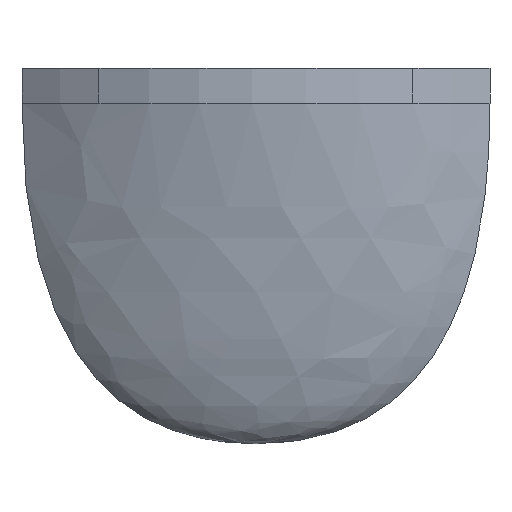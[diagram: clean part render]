
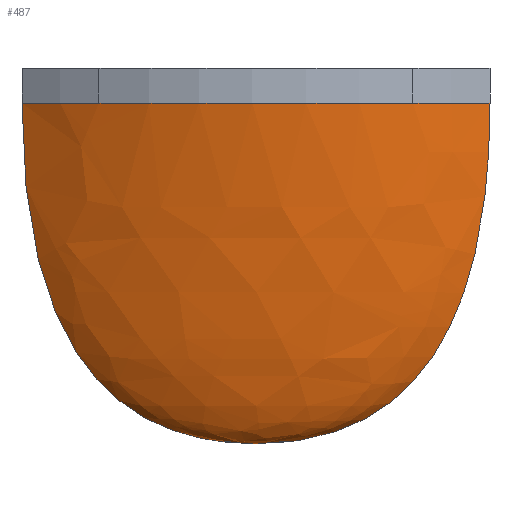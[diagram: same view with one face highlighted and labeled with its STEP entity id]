
A CAD part, left-side view. The second image highlights one B-rep face of the part: STEP entity #487.
In plain terms, the highlighted free-form (B-spline) face has degree [3, 3] with [20, 4] control points.
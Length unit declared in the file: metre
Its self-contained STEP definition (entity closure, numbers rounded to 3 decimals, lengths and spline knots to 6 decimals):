
#47=(
BOUNDED_CURVE()
B_SPLINE_CURVE(2,(#734,#735,#736),.UNSPECIFIED.,.F.,.F.)
B_SPLINE_CURVE_WITH_KNOTS((3,3),(0.836025,1.),
 .PIECEWISE_BEZIER_KNOTS.)
CURVE()
GEOMETRIC_REPRESENTATION_ITEM()
RATIONAL_B_SPLINE_CURVE((1.,1.,1.))
REPRESENTATION_ITEM('')
);
#49=(
BOUNDED_CURVE()
B_SPLINE_CURVE(2,(#744,#745,#746),.UNSPECIFIED.,.F.,.F.)
B_SPLINE_CURVE_WITH_KNOTS((3,3),(0.83541,0.836025),
 .PIECEWISE_BEZIER_KNOTS.)
CURVE()
GEOMETRIC_REPRESENTATION_ITEM()
RATIONAL_B_SPLINE_CURVE((1.,1.,1.))
REPRESENTATION_ITEM('')
);
#51=(
BOUNDED_CURVE()
B_SPLINE_CURVE(2,(#761,#762,#763),.UNSPECIFIED.,.F.,.F.)
B_SPLINE_CURVE_WITH_KNOTS((3,3),(0.16459,0.83541),
 .PIECEWISE_BEZIER_KNOTS.)
CURVE()
GEOMETRIC_REPRESENTATION_ITEM()
RATIONAL_B_SPLINE_CURVE((1.,1.,1.))
REPRESENTATION_ITEM('')
);
#53=(
BOUNDED_CURVE()
B_SPLINE_CURVE(2,(#775,#776,#777),.UNSPECIFIED.,.F.,.F.)
B_SPLINE_CURVE_WITH_KNOTS((3,3),(0.,0.16459),
 .PIECEWISE_BEZIER_KNOTS.)
CURVE()
GEOMETRIC_REPRESENTATION_ITEM()
RATIONAL_B_SPLINE_CURVE((1.,1.,1.))
REPRESENTATION_ITEM('')
);
#54=(
BOUNDED_CURVE()
B_SPLINE_CURVE(2,(#882,#883,#884),.UNSPECIFIED.,.F.,.F.)
B_SPLINE_CURVE_WITH_KNOTS((3,3),(0.,1.),.UNSPECIFIED.)
CURVE()
GEOMETRIC_REPRESENTATION_ITEM()
RATIONAL_B_SPLINE_CURVE((1.,1.,1.))
REPRESENTATION_ITEM('')
);
#55=(
BOUNDED_CURVE()
B_SPLINE_CURVE(2,(#886,#887,#888),.UNSPECIFIED.,.F.,.F.)
B_SPLINE_CURVE_WITH_KNOTS((3,3),(0.,1.),.UNSPECIFIED.)
CURVE()
GEOMETRIC_REPRESENTATION_ITEM()
RATIONAL_B_SPLINE_CURVE((1.,1.,1.))
REPRESENTATION_ITEM('')
);
#99=ORIENTED_EDGE('',*,*,#222,.T.);
#100=ORIENTED_EDGE('',*,*,#221,.F.);
#101=ORIENTED_EDGE('',*,*,#220,.T.);
#102=ORIENTED_EDGE('',*,*,#218,.T.);
#103=ORIENTED_EDGE('',*,*,#215,.T.);
#104=ORIENTED_EDGE('',*,*,#212,.T.);
#212=EDGE_CURVE('',#275,#273,#47,.T.);
#215=EDGE_CURVE('',#277,#275,#49,.T.);
#218=EDGE_CURVE('',#279,#277,#51,.T.);
#220=EDGE_CURVE('',#266,#279,#53,.T.);
#221=EDGE_CURVE('',#266,#281,#54,.F.);
#222=EDGE_CURVE('',#273,#281,#55,.T.);
#266=VERTEX_POINT('',#655);
#273=VERTEX_POINT('',#712);
#275=VERTEX_POINT('',#729);
#277=VERTEX_POINT('',#739);
#279=VERTEX_POINT('',#756);
#281=VERTEX_POINT('',#885);
#410=EDGE_LOOP('',(#99,#100,#101,#102,#103,#104));
#444=FACE_BOUND('',#410,.T.);
#476=B_SPLINE_SURFACE_WITH_KNOTS('',3,3,((#889,#890,#891,#892),(#893,#894,
#895,#896),(#897,#898,#899,#900),(#901,#902,#903,#904),(#905,#906,#907,
#908),(#909,#910,#911,#912),(#913,#914,#915,#916),(#917,#918,#919,#920),
(#921,#922,#923,#924),(#925,#926,#927,#928),(#929,#930,#931,#932),(#933,
#934,#935,#936),(#937,#938,#939,#940),(#941,#942,#943,#944),(#945,#946,
#947,#948),(#949,#950,#951,#952),(#953,#954,#955,#956),(#957,#958,#959,
#960),(#961,#962,#963,#964),(#965,#966,#967,#968)),.UNSPECIFIED.,.F.,.F.,
 .F.,(4,2,2,2,2,2,2,2,2,4),(4,4),(0.,0.089026,0.178052,
0.178685,0.339297,0.499909,0.660522,
0.821134,0.910567,1.),(0.,1.),.UNSPECIFIED.);
#487=ADVANCED_FACE('',(#444),#476,.F.);
#655=CARTESIAN_POINT('',(0.,-0.026831,-0.001));
#712=CARTESIAN_POINT('',(0.,0.026786,-0.001));
#729=CARTESIAN_POINT('',(-0.005483,0.018,-0.001));
#734=CARTESIAN_POINT('',(-0.005483,0.018,-0.001));
#735=CARTESIAN_POINT('',(-0.003279,0.022393,-0.001));
#736=CARTESIAN_POINT('',(0.,0.026786,-0.001));
#739=CARTESIAN_POINT('',(-0.0055,0.017967,-0.001));
#744=CARTESIAN_POINT('',(-0.0055,0.017967,-0.001));
#745=CARTESIAN_POINT('',(-0.005492,0.017984,-0.001));
#746=CARTESIAN_POINT('',(-0.005483,0.018,-0.001));
#756=CARTESIAN_POINT('',(-0.0055,-0.018,-0.001));
#761=CARTESIAN_POINT('',(-0.0055,-0.018,-0.001));
#762=CARTESIAN_POINT('',(-0.0145,-0.000006,-0.001));
#763=CARTESIAN_POINT('',(-0.0055,0.017967,-0.001));
#775=CARTESIAN_POINT('',(0.,-0.026831,-0.001));
#776=CARTESIAN_POINT('',(-0.003292,-0.022415,-0.001));
#777=CARTESIAN_POINT('',(-0.0055,-0.018,-0.001));
#882=CARTESIAN_POINT('',(0.,0.,-0.04));
#883=CARTESIAN_POINT('',(0.,-0.026831,-0.04));
#884=CARTESIAN_POINT('',(0.,-0.026831,-0.001));
#885=CARTESIAN_POINT('',(0.,0.,-0.04));
#886=CARTESIAN_POINT('',(0.,0.026786,-0.001));
#887=CARTESIAN_POINT('',(0.,0.026786,-0.04));
#888=CARTESIAN_POINT('',(0.,0.,-0.04));
#889=CARTESIAN_POINT('',(0.,0.026786,-0.001));
#890=CARTESIAN_POINT('',(0.,0.026786,-0.027));
#891=CARTESIAN_POINT('',(0.,0.017857,-0.04));
#892=CARTESIAN_POINT('',(0.,0.,-0.04));
#893=CARTESIAN_POINT('',(-0.001093,0.025322,-0.001));
#894=CARTESIAN_POINT('',(-0.000729,0.02581,-0.027));
#895=CARTESIAN_POINT('',(-0.000364,0.017369,-0.04));
#896=CARTESIAN_POINT('',(0.,0.,-0.04));
#897=CARTESIAN_POINT('',(-0.002083,0.023877,-0.001));
#898=CARTESIAN_POINT('',(-0.001389,0.024705,-0.027));
#899=CARTESIAN_POINT('',(-0.000694,0.016746,-0.04));
#900=CARTESIAN_POINT('',(0.,0.,-0.04));
#901=CARTESIAN_POINT('',(-0.003901,0.020969,-0.001));
#902=CARTESIAN_POINT('',(-0.002601,0.02225,-0.027));
#903=CARTESIAN_POINT('',(-0.0013,0.01526,-0.04));
#904=CARTESIAN_POINT('',(0.,0.,-0.04));
#905=CARTESIAN_POINT('',(-0.004729,0.019504,-0.001));
#906=CARTESIAN_POINT('',(-0.003153,0.020899,-0.027));
#907=CARTESIAN_POINT('',(-0.001576,0.014398,-0.04));
#908=CARTESIAN_POINT('',(0.,0.,-0.04));
#909=CARTESIAN_POINT('',(-0.005489,0.017989,-0.001));
#910=CARTESIAN_POINT('',(-0.003659,0.01942,-0.027));
#911=CARTESIAN_POINT('',(-0.00183,0.013424,-0.04));
#912=CARTESIAN_POINT('',(0.,0.,-0.04));
#913=CARTESIAN_POINT('',(-0.005494,0.017978,-0.001));
#914=CARTESIAN_POINT('',(-0.003663,0.019409,-0.027));
#915=CARTESIAN_POINT('',(-0.001831,0.013417,-0.04));
#916=CARTESIAN_POINT('',(0.,0.,-0.04));
#917=CARTESIAN_POINT('',(-0.006947,0.015077,-0.001));
#918=CARTESIAN_POINT('',(-0.004631,0.01663,-0.027));
#919=CARTESIAN_POINT('',(-0.002316,0.011604,-0.04));
#920=CARTESIAN_POINT('',(0.,0.,-0.04));
#921=CARTESIAN_POINT('',(-0.00809,0.012089,-0.001));
#922=CARTESIAN_POINT('',(-0.005394,0.013498,-0.027));
#923=CARTESIAN_POINT('',(-0.002697,0.009469,-0.04));
#924=CARTESIAN_POINT('',(0.,0.,-0.04));
#925=CARTESIAN_POINT('',(-0.009622,0.006021,-0.001));
#926=CARTESIAN_POINT('',(-0.006415,0.006879,-0.027));
#927=CARTESIAN_POINT('',(-0.003207,0.004872,-0.04));
#928=CARTESIAN_POINT('',(0.,0.,-0.04));
#929=CARTESIAN_POINT('',(-0.01001,0.002942,-0.001));
#930=CARTESIAN_POINT('',(-0.006673,0.003391,-0.027));
#931=CARTESIAN_POINT('',(-0.003337,0.002411,-0.04));
#932=CARTESIAN_POINT('',(0.,0.,-0.04));
#933=CARTESIAN_POINT('',(-0.00999,-0.003197,-0.001));
#934=CARTESIAN_POINT('',(-0.00666,-0.003572,-0.027));
#935=CARTESIAN_POINT('',(-0.00333,-0.002506,-0.04));
#936=CARTESIAN_POINT('',(0.,0.,-0.04));
#937=CARTESIAN_POINT('',(-0.009582,-0.006258,-0.001));
#938=CARTESIAN_POINT('',(-0.006388,-0.007048,-0.027));
#939=CARTESIAN_POINT('',(-0.003194,-0.004962,-0.04));
#940=CARTESIAN_POINT('',(0.,0.,-0.04));
#941=CARTESIAN_POINT('',(-0.008041,-0.012251,-0.001));
#942=CARTESIAN_POINT('',(-0.005361,-0.013618,-0.027));
#943=CARTESIAN_POINT('',(-0.00268,-0.009534,-0.04));
#944=CARTESIAN_POINT('',(0.,0.,-0.04));
#945=CARTESIAN_POINT('',(-0.006908,-0.015185,-0.001));
#946=CARTESIAN_POINT('',(-0.004605,-0.016713,-0.027));
#947=CARTESIAN_POINT('',(-0.002303,-0.011651,-0.04));
#948=CARTESIAN_POINT('',(0.,0.,-0.04));
#949=CARTESIAN_POINT('',(-0.004716,-0.019568,-0.001));
#950=CARTESIAN_POINT('',(-0.003144,-0.020947,-0.027));
#951=CARTESIAN_POINT('',(-0.001572,-0.014425,-0.04));
#952=CARTESIAN_POINT('',(0.,0.,-0.04));
#953=CARTESIAN_POINT('',(-0.003881,-0.021039,-0.001));
#954=CARTESIAN_POINT('',(-0.002587,-0.022306,-0.027));
#955=CARTESIAN_POINT('',(-0.001294,-0.015293,-0.04));
#956=CARTESIAN_POINT('',(0.,0.,-0.04));
#957=CARTESIAN_POINT('',(-0.002071,-0.023935,-0.001));
#958=CARTESIAN_POINT('',(-0.001381,-0.024757,-0.027));
#959=CARTESIAN_POINT('',(-0.00069,-0.016779,-0.04));
#960=CARTESIAN_POINT('',(0.,0.,-0.04));
#961=CARTESIAN_POINT('',(-0.001097,-0.025359,-0.001));
#962=CARTESIAN_POINT('',(-0.000731,-0.02585,-0.027));
#963=CARTESIAN_POINT('',(-0.000366,-0.017397,-0.04));
#964=CARTESIAN_POINT('',(0.,0.,-0.04));
#965=CARTESIAN_POINT('',(0.,-0.026831,-0.001));
#966=CARTESIAN_POINT('',(0.,-0.026831,-0.027));
#967=CARTESIAN_POINT('',(0.,-0.017887,-0.04));
#968=CARTESIAN_POINT('',(0.,0.,-0.04));
